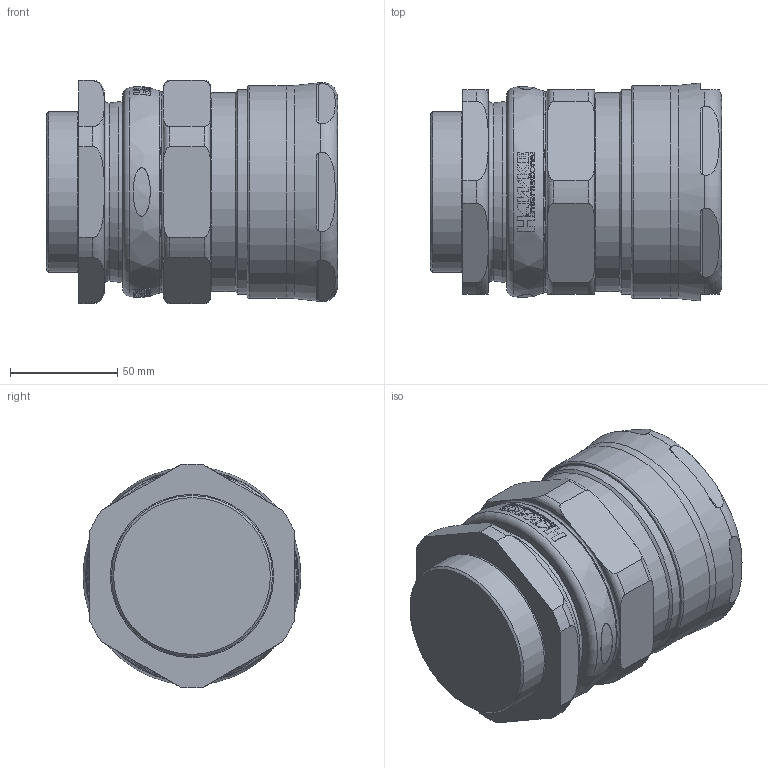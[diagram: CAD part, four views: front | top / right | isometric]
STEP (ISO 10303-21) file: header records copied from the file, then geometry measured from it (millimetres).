
FILE_DESCRIPTION(/* description */ (''),/* implementation_level */ '2;1');
FILE_NAME(/* name */ 'ICG_653_UNIV_X F.stp',/* time_stamp */ '2019-08-02T17:11:33+06:00',/* author */ ('vinaykumark'),/* organization */ (''),/* preprocessor_version */ 'ST-DEVELOPER v16.13',/* originating_system */ 'Autodesk Inventor 2018',/* authorisation */ '');
FILE_SCHEMA (('AUTOMOTIVE_DESIGN { 1 0 10303 214 3 1 1 }'));
Products named in the file (1): ICG 653 UNIV X
Bounding box: 135.5 x 101.43 x 103.94 mm (x, y, z)
Surface area: 218818 mm2
Topology: 11 solids, 11 shells, 1159 faces, 3058 edges, 1999 vertices
Faces by surface type: plane 459, bspline 237, torus 194, cylinder 145, cone 122, sphere 2
Full cylindrical faces by diameter (mm): 1.4 x6, 68.1 x1, 68.3 x1, 71.3 x1, 74.1 x1, 75 x1, 77.5 x1, 78 x1, 78.9 x1, 81.65 x1, 83 x2, 83.4 x1, 84 x2, 84.1 x3, 85 x1, 87.312 x1, 92.52 x1, 92.7 x1, 93 x2, 95 x1, 98.8 x1
Entity records: 43512 total; most frequent: CARTESIAN_POINT 15597, ORIENTED_EDGE 5798, DIRECTION 5138, EDGE_CURVE 2899, AXIS2_PLACEMENT_3D 2098, VERTEX_POINT 1984, EDGE_LOOP 1385, ADVANCED_FACE 1159
